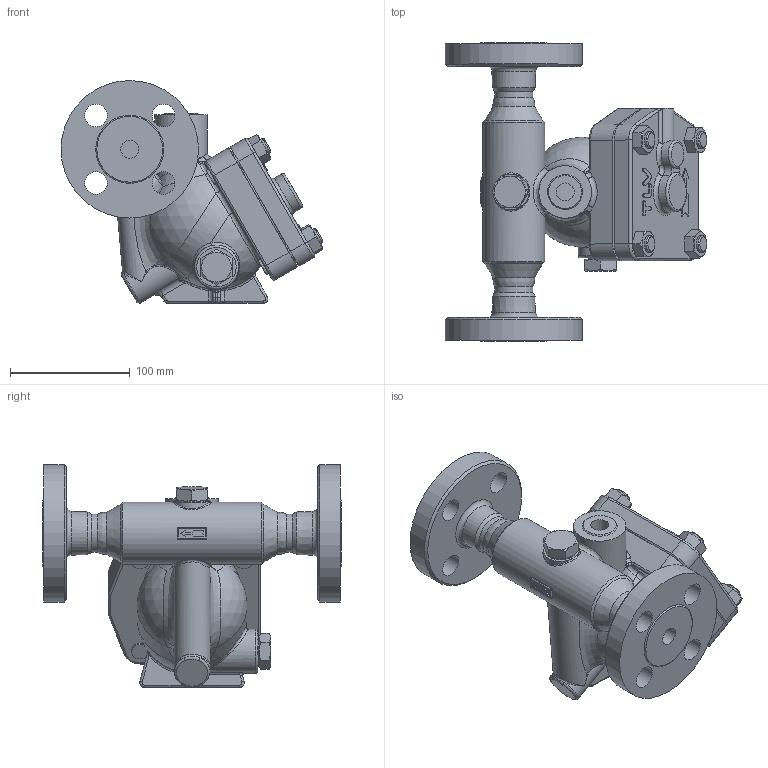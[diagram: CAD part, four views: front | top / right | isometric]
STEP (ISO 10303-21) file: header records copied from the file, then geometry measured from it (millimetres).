
FILE_DESCRIPTION((''),'2;1');
FILE_NAME('gas1n-015-jis40-00.stp','2010-10-28T11:26:28',('nakaot'),(''),'Autodesk Inventor 2008','Autodesk Inventor 2008','');
FILE_SCHEMA(('AUTOMOTIVE_DESIGN { 1 0 10303 214 1 1 1 1 }'));
Length unit declared in the file: millimetre
Products named in the file (1): gas1n-015-jis40-00
Bounding box: 219.12 x 250 x 186.5 mm (x, y, z)
Volume: 1944637.4 mm3; surface area: 193479 mm2
Topology: 1 solids, 1 shells, 453 faces, 1066 edges, 633 vertices
Faces by surface type: plane 156, bspline 121, cylinder 103, cone 51, torus 14, sphere 8
Full cylindrical faces by diameter (mm): 14 x12, 15 x1, 19 x4, 21 x1, 26 x1, 32 x1, 37 x1, 44 x1, 52 x1, 107 x1, 115 x1
Entity records: 21610 total; most frequent: CARTESIAN_POINT 12267, ORIENTED_EDGE 1934, DIRECTION 1829, EDGE_CURVE 967, AXIS2_PLACEMENT_3D 746, VERTEX_POINT 612, EDGE_LOOP 573, FACE_OUTER_BOUND 453
